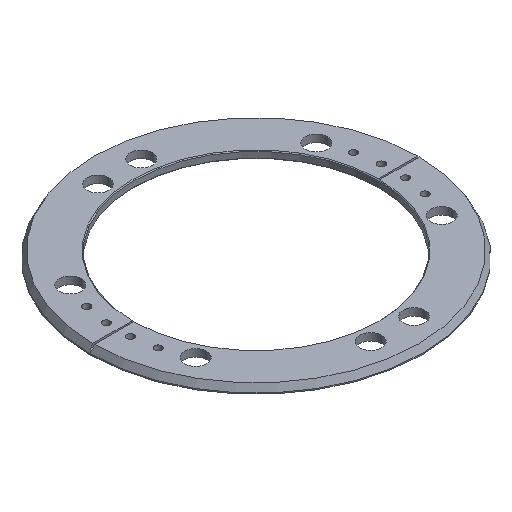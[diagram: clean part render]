
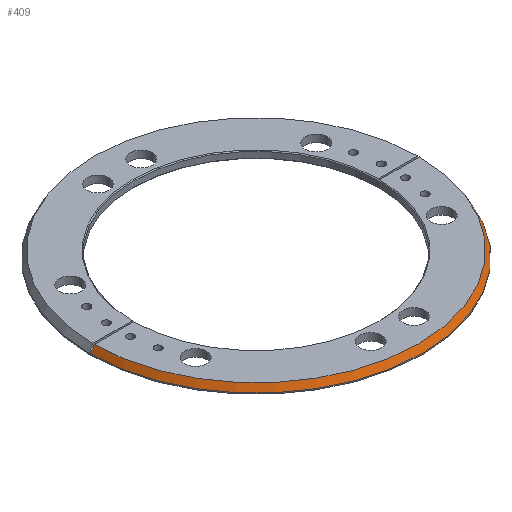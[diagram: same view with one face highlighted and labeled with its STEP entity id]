
A CAD part, isometric view. The second image highlights one B-rep face of the part: STEP entity #409.
In plain terms, the highlighted conical face has half-angle 30 degrees and reference radius 156.375 mm.
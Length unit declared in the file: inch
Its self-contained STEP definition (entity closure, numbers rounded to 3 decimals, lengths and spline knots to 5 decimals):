
#6 = CARTESIAN_POINT ( 'NONE',  ( 6.09369, -0.03056, -0.12694 ) ) ;
#34 = CARTESIAN_POINT ( 'NONE',  ( 6.06633, -0.03125, -0.07956 ) ) ;
#116 = CARTESIAN_POINT ( 'NONE',  ( -6.10742, 0., -0.15059 ) ) ;
#143 = CARTESIAN_POINT ( 'NONE',  ( -6.1048, -0.01671, -0.14609 ) ) ;
#155 = ORIENTED_EDGE ( 'NONE', *, *, #340, .T. ) ;
#249 = VECTOR ( 'NONE', #1337, 39.37008 ) ;
#330 = EDGE_CURVE ( 'NONE', #1180, #762, #1057, .T. ) ;
#340 = EDGE_CURVE ( 'NONE', #1614, #2058, #848, .T. ) ;
#372 = DIRECTION ( 'NONE',  ( 0., 0., -1. ) ) ;
#405 = ORIENTED_EDGE ( 'NONE', *, *, #1436, .F. ) ;
#409 = ADVANCED_FACE ( 'NONE', ( #1197 ), #1106, .T. ) ;
#431 = ORIENTED_EDGE ( 'NONE', *, *, #1235, .F. ) ;
#467 = CARTESIAN_POINT ( 'NONE',  ( 6.10742, 0., -0.15059 ) ) ;
#472 = CARTESIAN_POINT ( 'NONE',  ( -6.10742, -0.00447, -0.15059 ) ) ;
#473 = CARTESIAN_POINT ( 'NONE',  ( -6.0204, -0.03125, 0. ) ) ;
#478 = CARTESIAN_POINT ( 'NONE',  ( 6.09989, -0.02566, -0.13763 ) ) ;
#487 = CARTESIAN_POINT ( 'NONE',  ( 6.10742, -0.00445, -0.15059 ) ) ;
#507 = CARTESIAN_POINT ( 'NONE',  ( -6.0893, -0.03125, -0.11934 ) ) ;
#513 = CIRCLE ( 'NONE', #818, 6.1565 ) ;
#529 = CARTESIAN_POINT ( 'NONE',  ( -6.0893, -0.03125, -0.11934 ) ) ;
#557 = CARTESIAN_POINT ( 'NONE',  ( 6.1565, 0., -0.23559 ) ) ;
#565 = CARTESIAN_POINT ( 'NONE',  ( -6.04336, -0.03125, -0.03978 ) ) ;
#589 = EDGE_CURVE ( 'NONE', #2058, #1180, #1062, .T. ) ;
#612 = VERTEX_POINT ( 'NONE', #1789 ) ;
#627 = EDGE_CURVE ( 'NONE', #762, #1779, #513, .T. ) ;
#656 = CARTESIAN_POINT ( 'NONE',  ( 6.0204, -0.03125, 0. ) ) ;
#661 = CARTESIAN_POINT ( 'NONE',  ( -6.09369, -0.03056, -0.12694 ) ) ;
#665 = DIRECTION ( 'NONE',  ( 1., 0., 0. ) ) ;
#673 = CARTESIAN_POINT ( 'NONE',  ( -6.1565, 0., -0.23559 ) ) ;
#724 = ORIENTED_EDGE ( 'NONE', *, *, #2013, .T. ) ;
#745 = DIRECTION ( 'NONE',  ( -1., 0., 0. ) ) ;
#762 = VERTEX_POINT ( 'NONE', #2019 ) ;
#772 = EDGE_LOOP ( 'NONE', ( #405, #724, #812, #431, #155, #1840, #1543, #1435 ) ) ;
#812 = ORIENTED_EDGE ( 'NONE', *, *, #1215, .T. ) ;
#818 = AXIS2_PLACEMENT_3D ( 'NONE', #1974, #1471, #1945 ) ;
#848 = B_SPLINE_CURVE_WITH_KNOTS ( 'NONE', 3,
 ( #1383, #565, #1877, #529 ),
 .UNSPECIFIED., .F., .F.,
 ( 4, 4 ),
 ( 0.2094, 0.2129 ),
 .UNSPECIFIED. ) ;
#955 = VERTEX_POINT ( 'NONE', #1210 ) ;
#991 = CARTESIAN_POINT ( 'NONE',  ( -6.09153, -0.03125, -0.1232 ) ) ;
#1057 = LINE ( 'NONE', #673, #249 ) ;
#1062 = B_SPLINE_CURVE_WITH_KNOTS ( 'NONE', 3,
 ( #507, #991, #661, #1649, #1453, #1306, #143, #2118, #472, #1131 ),
 .UNSPECIFIED., .F., .F.,
 ( 4, 2, 2, 2, 4 ),
 ( 0., 0.00033, 0.00067, 0.001, 0.00133 ),
 .UNSPECIFIED. ) ;
#1106 = CONICAL_SURFACE ( 'NONE', #1952, 6.1565, 0.524 ) ;
#1128 = VERTEX_POINT ( 'NONE', #467 ) ;
#1131 = CARTESIAN_POINT ( 'NONE',  ( -6.10742, 0., -0.15059 ) ) ;
#1180 = VERTEX_POINT ( 'NONE', #116 ) ;
#1197 = FACE_OUTER_BOUND ( 'NONE', #772, .T. ) ;
#1210 = CARTESIAN_POINT ( 'NONE',  ( 6.0204, -0.03125, 0. ) ) ;
#1215 = EDGE_CURVE ( 'NONE', #612, #955, #1900, .T. ) ;
#1235 = EDGE_CURVE ( 'NONE', #1614, #955, #1526, .T. ) ;
#1273 = CARTESIAN_POINT ( 'NONE',  ( 6.0893, -0.03125, -0.11934 ) ) ;
#1306 = CARTESIAN_POINT ( 'NONE',  ( -6.10333, -0.02016, -0.14356 ) ) ;
#1327 = CARTESIAN_POINT ( 'NONE',  ( 6.1565, 0., -0.23559 ) ) ;
#1331 = CARTESIAN_POINT ( 'NONE',  ( 6.0893, -0.03125, -0.11934 ) ) ;
#1337 = DIRECTION ( 'NONE',  ( -0.5, 0., -0.866 ) ) ;
#1383 = CARTESIAN_POINT ( 'NONE',  ( -6.0204, -0.03125, 0. ) ) ;
#1435 = ORIENTED_EDGE ( 'NONE', *, *, #627, .T. ) ;
#1436 = EDGE_CURVE ( 'NONE', #1128, #1779, #1698, .T. ) ;
#1442 = CARTESIAN_POINT ( 'NONE',  ( 6.10686, -0.00883, -0.14962 ) ) ;
#1453 = CARTESIAN_POINT ( 'NONE',  ( -6.09988, -0.02567, -0.13762 ) ) ;
#1460 = CARTESIAN_POINT ( 'NONE',  ( 6.09152, -0.03125, -0.12319 ) ) ;
#1469 = CARTESIAN_POINT ( 'NONE',  ( 6.09791, -0.02776, -0.13422 ) ) ;
#1471 = DIRECTION ( 'NONE',  ( 0., 0., 1. ) ) ;
#1516 = DIRECTION ( 'NONE',  ( 0.5, 0., -0.866 ) ) ;
#1518 = B_SPLINE_CURVE_WITH_KNOTS ( 'NONE', 3,
 ( #1595, #487, #1442, #2106, #1778, #478, #1469, #6, #1460, #1273 ),
 .UNSPECIFIED., .F., .F.,
 ( 4, 2, 2, 2, 4 ),
 ( 0.00133, 0.00167, 0.002, 0.00233, 0.00266 ),
 .UNSPECIFIED. ) ;
#1526 = CIRCLE ( 'NONE', #2081, 6.02048 ) ;
#1543 = ORIENTED_EDGE ( 'NONE', *, *, #330, .T. ) ;
#1595 = CARTESIAN_POINT ( 'NONE',  ( 6.10742, 0., -0.15059 ) ) ;
#1614 = VERTEX_POINT ( 'NONE', #473 ) ;
#1649 = CARTESIAN_POINT ( 'NONE',  ( -6.09789, -0.02777, -0.13419 ) ) ;
#1698 = LINE ( 'NONE', #557, #1995 ) ;
#1768 = CARTESIAN_POINT ( 'NONE',  ( -6.0893, -0.03125, -0.11934 ) ) ;
#1778 = CARTESIAN_POINT ( 'NONE',  ( 6.10336, -0.02011, -0.1436 ) ) ;
#1779 = VERTEX_POINT ( 'NONE', #1327 ) ;
#1789 = CARTESIAN_POINT ( 'NONE',  ( 6.0893, -0.03125, -0.11934 ) ) ;
#1794 = CARTESIAN_POINT ( 'NONE',  ( 0., 0., 0. ) ) ;
#1840 = ORIENTED_EDGE ( 'NONE', *, *, #589, .T. ) ;
#1844 = CARTESIAN_POINT ( 'NONE',  ( 0., 0., -0.23559 ) ) ;
#1877 = CARTESIAN_POINT ( 'NONE',  ( -6.06633, -0.03125, -0.07956 ) ) ;
#1900 = B_SPLINE_CURVE_WITH_KNOTS ( 'NONE', 3,
 ( #1331, #34, #1959, #656 ),
 .UNSPECIFIED., .F., .F.,
 ( 4, 4 ),
 ( 0.17288, 0.17638 ),
 .UNSPECIFIED. ) ;
#1945 = DIRECTION ( 'NONE',  ( 1., 0., 0. ) ) ;
#1950 = DIRECTION ( 'NONE',  ( 0., 0., 1. ) ) ;
#1952 = AXIS2_PLACEMENT_3D ( 'NONE', #1844, #372, #745 ) ;
#1959 = CARTESIAN_POINT ( 'NONE',  ( 6.04336, -0.03125, -0.03978 ) ) ;
#1974 = CARTESIAN_POINT ( 'NONE',  ( 0., 0., -0.23559 ) ) ;
#1995 = VECTOR ( 'NONE', #1516, 39.37008 ) ;
#2013 = EDGE_CURVE ( 'NONE', #1128, #612, #1518, .T. ) ;
#2019 = CARTESIAN_POINT ( 'NONE',  ( -6.1565, 0., -0.23559 ) ) ;
#2058 = VERTEX_POINT ( 'NONE', #1768 ) ;
#2081 = AXIS2_PLACEMENT_3D ( 'NONE', #1794, #1950, #665 ) ;
#2106 = CARTESIAN_POINT ( 'NONE',  ( 6.10482, -0.01666, -0.14613 ) ) ;
#2118 = CARTESIAN_POINT ( 'NONE',  ( -6.10685, -0.00887, -0.14961 ) ) ;
